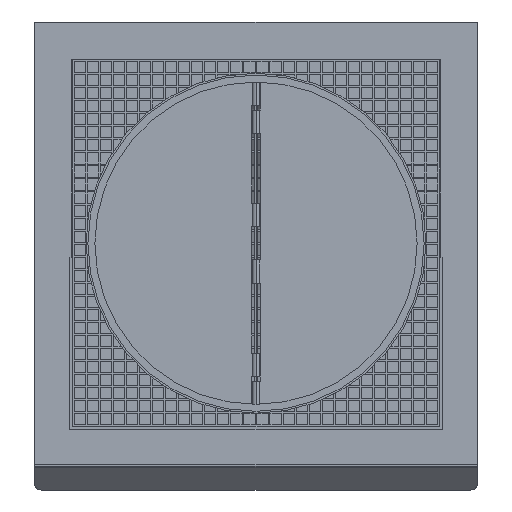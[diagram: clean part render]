
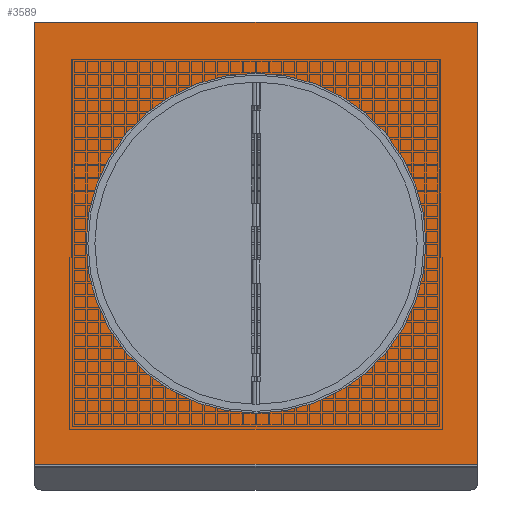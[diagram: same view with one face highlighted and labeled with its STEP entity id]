
A CAD part, left-side view. The second image highlights one B-rep face of the part: STEP entity #3589.
In plain terms, the highlighted planar face has unit normal (-1, 0, 0).
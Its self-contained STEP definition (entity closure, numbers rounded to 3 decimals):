
#3589=ADVANCED_FACE('',(#11916,#11917),#11918,.T.);
#11916=FACE_BOUND('',#20314,.T.);
#11917=FACE_OUTER_BOUND('',#20315,.T.);
#11918=PLANE('',#20316);
#20314=EDGE_LOOP('',(#50796,#50797));
#20315=EDGE_LOOP('',(#50798,#50799,#50800,#50801));
#20316=AXIS2_PLACEMENT_3D('',#50802,#50803,#50804);
#50796=ORIENTED_EDGE('',*,*,#51379,.T.);
#50797=ORIENTED_EDGE('',*,*,#61186,.T.);
#50798=ORIENTED_EDGE('',*,*,#51414,.F.);
#50799=ORIENTED_EDGE('',*,*,#61193,.F.);
#50800=ORIENTED_EDGE('',*,*,#61195,.F.);
#50801=ORIENTED_EDGE('',*,*,#61196,.F.);
#50802=CARTESIAN_POINT('',(141.0,95.8,95.8));
#50803=DIRECTION('',(-1.0,0.0,0.0));
#50804=DIRECTION('',(0.0,0.0,-1.0));
#51379=EDGE_CURVE('',#61555,#61552,#61556,.T.);
#51414=EDGE_CURVE('',#61615,#61617,#61618,.T.);
#61186=EDGE_CURVE('',#61552,#61555,#77806,.T.);
#61193=EDGE_CURVE('',#77813,#61615,#77815,.T.);
#61195=EDGE_CURVE('',#77816,#77813,#77818,.T.);
#61196=EDGE_CURVE('',#61617,#77816,#77819,.T.);
#61552=VERTEX_POINT('',#78311);
#61555=VERTEX_POINT('',#78315);
#61556=CIRCLE('',#78316,73.0);
#61615=VERTEX_POINT('',#78426);
#61617=VERTEX_POINT('',#78429);
#61618=LINE('',#78430,#78431);
#77806=CIRCLE('',#104281,73.0);
#77813=VERTEX_POINT('',#104292);
#77815=LINE('',#104295,#104296);
#77816=VERTEX_POINT('',#104297);
#77818=LINE('',#104300,#104301);
#77819=LINE('',#104302,#104303);
#78311=CARTESIAN_POINT('',(141.0,0.,-73.0));
#78315=CARTESIAN_POINT('',(141.0,0.,73.0));
#78316=AXIS2_PLACEMENT_3D('',#104931,#104932,#104933);
#78426=CARTESIAN_POINT('',(141.0,95.0,-95.0));
#78429=CARTESIAN_POINT('',(141.0,95.0,95.0));
#78430=CARTESIAN_POINT('',(141.0,95.0,-95.8));
#78431=VECTOR('',#104993,1.0);
#104281=AXIS2_PLACEMENT_3D('',#114983,#114984,#114985);
#104292=CARTESIAN_POINT('',(141.0,-95.0,-95.0));
#104295=CARTESIAN_POINT('',(141.0,-95.8,-95.0));
#104296=VECTOR('',#114994,1.0);
#104297=CARTESIAN_POINT('',(141.0,-95.0,95.0));
#104300=CARTESIAN_POINT('',(141.0,-95.0,95.8));
#104301=VECTOR('',#114996,1.0);
#104302=CARTESIAN_POINT('',(141.0,95.8,95.0));
#104303=VECTOR('',#114997,1.0);
#104931=CARTESIAN_POINT('',(141.0,0.0,0.0));
#104932=DIRECTION('',(1.0,0.0,0.0));
#104933=DIRECTION('',(0.0,0.0,-1.0));
#104993=DIRECTION('',(0.0,0.0,1.0));
#114983=CARTESIAN_POINT('',(141.0,0.0,0.0));
#114984=DIRECTION('',(1.0,0.0,0.0));
#114985=DIRECTION('',(0.0,0.0,-1.0));
#114994=DIRECTION('',(0.0,1.0,0.0));
#114996=DIRECTION('',(0.0,0.0,-1.0));
#114997=DIRECTION('',(0.0,-1.0,0.));
